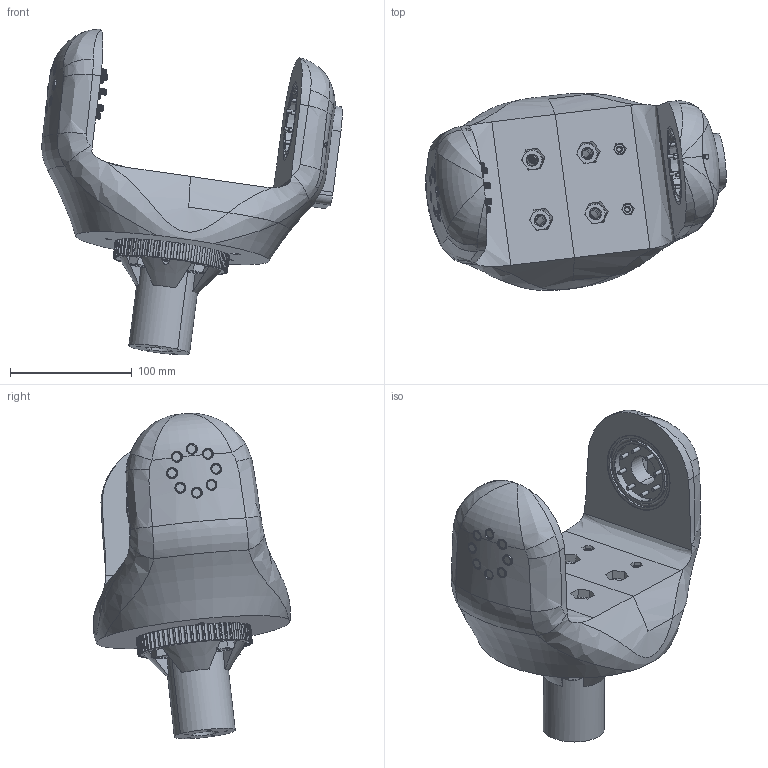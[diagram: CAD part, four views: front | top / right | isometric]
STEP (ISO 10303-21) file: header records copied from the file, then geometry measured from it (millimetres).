
FILE_DESCRIPTION (( 'STEP AP214' ), '1' );
FILE_NAME ('J1.STEP', '2023-04-28T23:58:07', ( '' ), ( '' ), 'SwSTEP 2.0', 'SolidWorks 2022', '' );
FILE_SCHEMA (( 'AUTOMOTIVE_DESIGN' ));
Length unit declared in the file: millimetre
Products named in the file (14): formed hex screw_am_B18.2.3.2M - Formed hex screw, M10 x 1.5 x 60 --26WS; Rotating_Base_Lid; pan cross head_am_B18.6.7M - M3 x 0.5 x 16 Type I Cross Recessed PHMS --16N; Rotating_Base_Wires; J1; Joint2_Limit_Trigger; pan cross head_am_B18.6.7M - M3 x 0.5 x 20 Type I Cross Recessed PHMS --20N; Rotating_Base_Motor; hex nut style 1_am_B18.2.4.1M - Hex nut, Style 1,  M5 x 0.8 --D-N; Joint1_Output_Shaft; formed hex screw_am_B18.2.3.2M - Formed hex screw, M5 x 0.8 x 40 --16WS; instrument ball bearing_68_am_AFBMA 12.1.4.1 - 0500-65 - 32,SI,NC,32_68; pan cross head_am_B18.6.7M - M2 x 0.4 x 10 Type I Cross Recessed PHMS --10N; hex nut style 1_am_B18.2.4.1M - Hex nut, Style 1,  M10 x 1.5, with 16mm WAF --D-N
Assembly tree (38 placements, depth 2):
  J1
    Rotating_Base_Wires
    hex nut style 1_am_B18.2.4.1M - Hex nut, Style 1,  M5 x 0.8 --D-N  x2
    hex nut style 1_am_B18.2.4.1M - Hex nut, Style 1,  M10 x 1.5, with 16mm WAF --D-N  x4
    Rotating_Base_Motor
    instrument ball bearing_68_am_AFBMA 12.1.4.1 - 0500-65 - 32,SI,NC,32_68
    formed hex screw_am_B18.2.3.2M - Formed hex screw, M5 x 0.8 x 40 --16WS  x10
    formed hex screw_am_B18.2.3.2M - Formed hex screw, M10 x 1.5 x 60 --26WS  x4
    Joint1_Output_Shaft
    pan cross head_am_B18.6.7M - M3 x 0.5 x 16 Type I Cross Recessed PHMS --16N
    Joint2_Limit_Trigger
    pan cross head_am_B18.6.7M - M3 x 0.5 x 20 Type I Cross Recessed PHMS --20N  x8
    Rotating_Base_Lid
    pan cross head_am_B18.6.7M - M2 x 0.4 x 10 Type I Cross Recessed PHMS --10N  x3
Bounding box: 246.38 x 161.51 x 266.74 mm (x, y, z)
Volume: 1973360.7 mm3; surface area: 298819.1 mm2
Topology: 38 solids, 38 shells, 3186 faces, 8057 edges, 5026 vertices
Faces by surface type: cone 1337, cylinder 1075, plane 608, bspline 89, torus 53, sphere 24
Entity records: 44107 total; most frequent: CARTESIAN_POINT 15891, DIRECTION 6017, ORIENTED_EDGE 5766, EDGE_CURVE 2883, AXIS2_PLACEMENT_3D 2499, VERTEX_POINT 1852, CIRCLE 1442, EDGE_LOOP 1237
